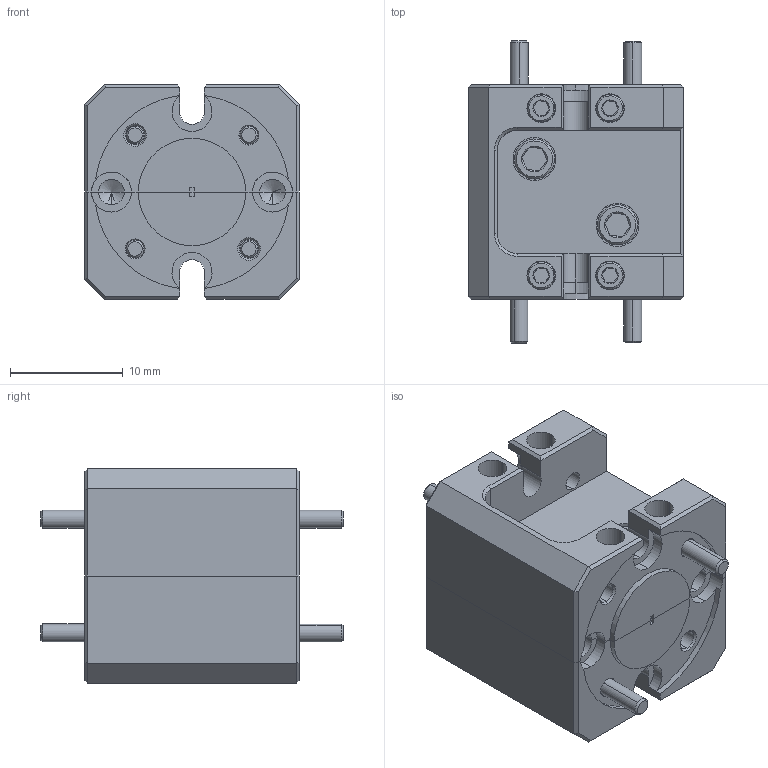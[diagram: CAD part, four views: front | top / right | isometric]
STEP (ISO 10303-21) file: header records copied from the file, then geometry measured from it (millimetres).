
FILE_DESCRIPTION (( 'STEP AP214' ), '1' );
FILE_NAME ('FP-03W3-A, Defeatured.STEP', '2024-07-12T16:34:33', ( '' ), ( '' ), 'SwSTEP 2.0', 'SolidWorks 2021', '' );
FILE_SCHEMA (( 'AUTOMOTIVE_DESIGN' ));
Length unit declared in the file: inch
Products named in the file (1): FP-03W3-A, Defeatured
Bounding box: 19.05 x 26.8 x 19.05 mm (x, y, z)
Volume: 4387.4 mm3; surface area: 3948.6 mm2
Topology: 12 solids, 12 shells, 432 faces, 1014 edges, 608 vertices
Faces by surface type: plane 204, cone 114, cylinder 114
Entity records: 18043 total; most frequent: CARTESIAN_POINT 2313, DIRECTION 2164, ORIENTED_EDGE 2004, EDGE_CURVE 1002, AXIS2_PLACEMENT_3D 775, VECTOR 614, LINE 614, VERTEX_POINT 608
